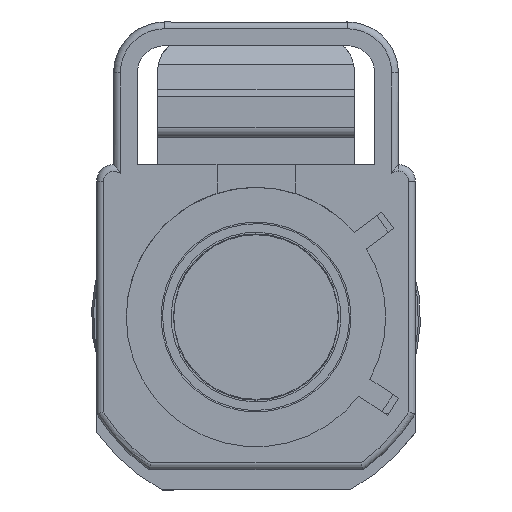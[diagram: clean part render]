
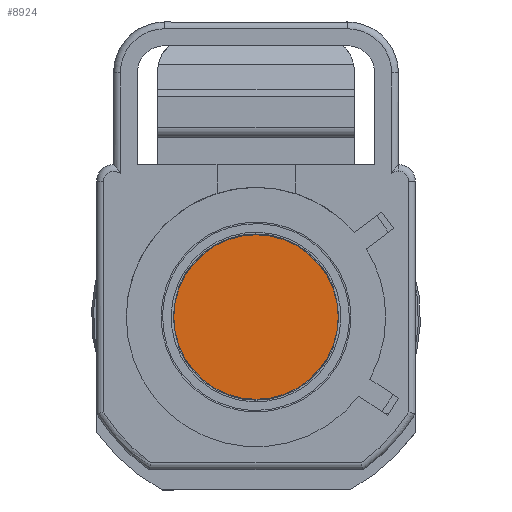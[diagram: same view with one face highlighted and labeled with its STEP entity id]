
A CAD part, front view. The second image highlights one B-rep face of the part: STEP entity #8924.
In plain terms, the highlighted planar face has unit normal (0, -1, 0).
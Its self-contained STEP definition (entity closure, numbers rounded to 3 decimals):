
#901 = PLANE ( 'NONE',  #10200 ) ;
#1801 = CIRCLE ( 'NONE', #4539, 2.425 ) ;
#1893 = AXIS2_PLACEMENT_3D ( 'NONE', #2110, #6029, #9596 ) ;
#2110 = CARTESIAN_POINT ( 'NONE',  ( 0.07, -12.548, 13. ) ) ;
#3868 = DIRECTION ( 'NONE',  ( 0., -1., 0. ) ) ;
#4539 = AXIS2_PLACEMENT_3D ( 'NONE', #7550, #3868, #5478 ) ;
#4614 = CIRCLE ( 'NONE', #1893, 2.425 ) ;
#5478 = DIRECTION ( 'NONE',  ( 1., 0., 0. ) ) ;
#5572 = VERTEX_POINT ( 'NONE', #16620 ) ;
#5799 = ORIENTED_EDGE ( 'NONE', *, *, #6047, .T. ) ;
#6029 = DIRECTION ( 'NONE',  ( 0., -1., 0. ) ) ;
#6047 = EDGE_CURVE ( 'NONE', #5572, #20162, #4614, .T. ) ;
#7550 = CARTESIAN_POINT ( 'NONE',  ( 0.07, -12.548, 13. ) ) ;
#8035 = FACE_OUTER_BOUND ( 'NONE', #11726, .T. ) ;
#8924 = ADVANCED_FACE ( 'NONE', ( #8035 ), #901, .F. ) ;
#9596 = DIRECTION ( 'NONE',  ( 1., 0., 0. ) ) ;
#10200 = AXIS2_PLACEMENT_3D ( 'NONE', #14067, #11982, #12118 ) ;
#11726 = EDGE_LOOP ( 'NONE', ( #5799, #11817 ) ) ;
#11817 = ORIENTED_EDGE ( 'NONE', *, *, #14857, .T. ) ;
#11982 = DIRECTION ( 'NONE',  ( 0., 1., 0. ) ) ;
#12118 = DIRECTION ( 'NONE',  ( 0.547, 0., 0.837 ) ) ;
#14067 = CARTESIAN_POINT ( 'NONE',  ( 0.07, -12.548, 14.661 ) ) ;
#14069 = CARTESIAN_POINT ( 'NONE',  ( -2.355, -12.548, 13. ) ) ;
#14857 = EDGE_CURVE ( 'NONE', #20162, #5572, #1801, .T. ) ;
#16620 = CARTESIAN_POINT ( 'NONE',  ( 2.495, -12.548, 13. ) ) ;
#20162 = VERTEX_POINT ( 'NONE', #14069 ) ;
